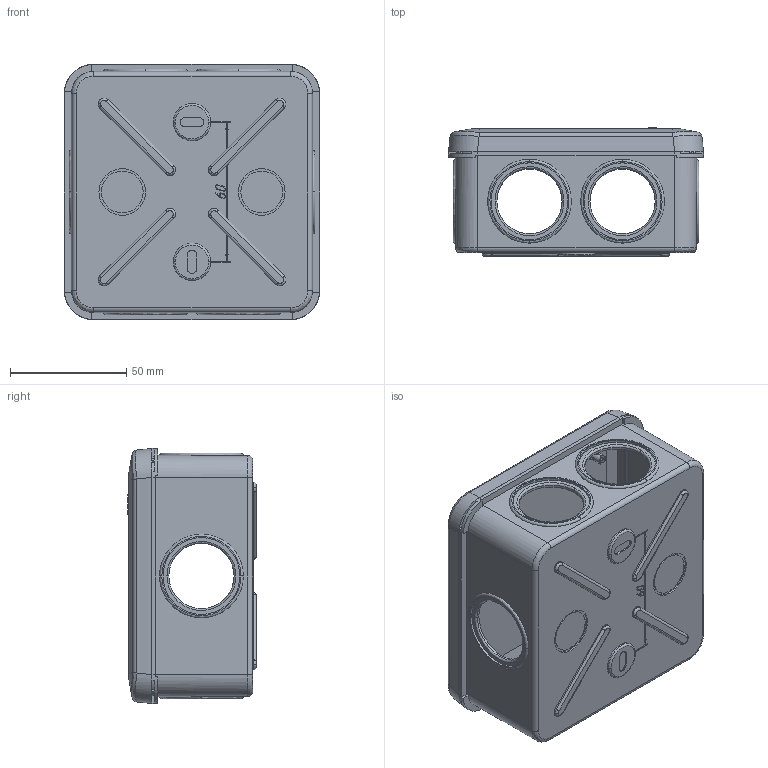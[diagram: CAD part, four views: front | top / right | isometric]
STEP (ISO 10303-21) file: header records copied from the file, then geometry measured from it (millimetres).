
FILE_DESCRIPTION (( 'STEP AP214' ), '1' );
FILE_NAME ('41255.STEP', '2021-11-09T07:23:25', ( '' ), ( '' ), 'SwSTEP 2.0', 'SolidWorks 2017', '' );
FILE_SCHEMA (( 'AUTOMOTIVE_DESIGN' ));
Length unit declared in the file: millimetre
Products named in the file (1): 41255
Bounding box: 109.6 x 55.1 x 109.6 mm (x, y, z)
Volume: 76094.3 mm3; surface area: 97469.9 mm2
Topology: 21 solids, 21 shells, 1876 faces, 4643 edges, 2903 vertices
Faces by surface type: plane 936, cylinder 681, bspline 194, cone 65
Entity records: 95481 total; most frequent: CARTESIAN_POINT 32547, ORIENTED_EDGE 9286, DIRECTION 7949, EDGE_CURVE 4643, LINE 2915, VECTOR 2915, VERTEX_POINT 2903, AXIS2_PLACEMENT_3D 2517
